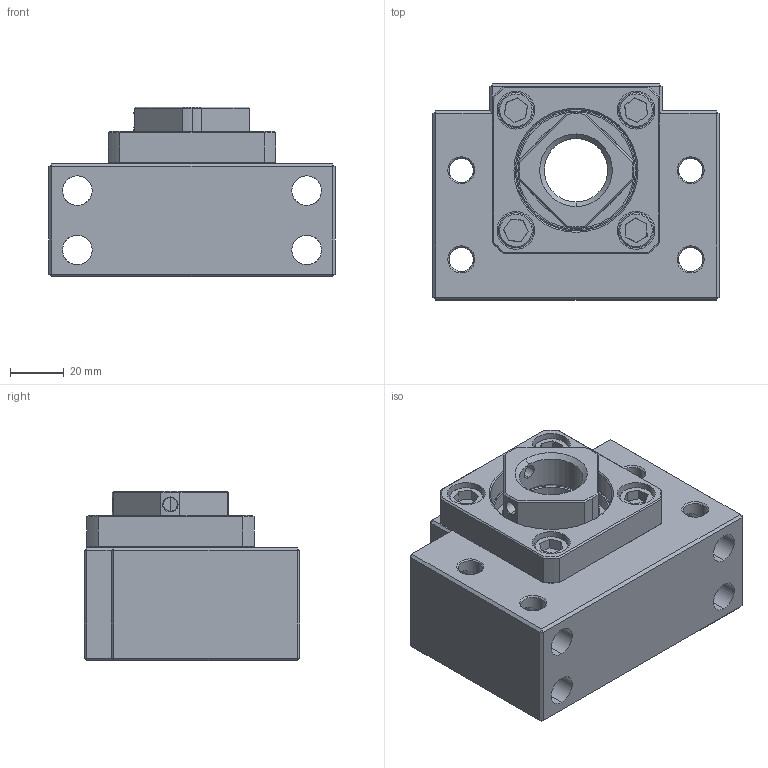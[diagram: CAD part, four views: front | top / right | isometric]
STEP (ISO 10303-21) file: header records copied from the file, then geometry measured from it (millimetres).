
FILE_DESCRIPTION (( 'STEP AP214' ), '1' );
FILE_NAME ('BKN25-Rollco.step', '2023-04-27T09:33:27', ( '' ), ( '' ), 'SwSTEP 2.0', 'SolidWorks 2010', '' );
FILE_SCHEMA (( 'AUTOMOTIVE_DESIGN' ));
Length unit declared in the file: millimetre
Products named in the file (9): BK25_1; 7205_3; 7205_2; BKN25_5; BK25_8; RN_25; BK25_6; BKN25_9; BKN25-Rollco
Assembly tree (15 placements, depth 2):
  BKN25-Rollco
    BK25_1
    BKN25_9  x4
    7205_3  x2
    BK25_6
    7205_2  x2
    RN_25
    BK25_8  x2
    BKN25_5  x2
Bounding box: 106 x 80 x 63 mm (x, y, z)
Volume: 285852.9 mm3; surface area: 97977.7 mm2
Topology: 15 solids, 15 shells, 473 faces, 1081 edges, 641 vertices
Faces by surface type: cylinder 157, plane 144, cone 92, bspline 80
Entity records: 12236 total; most frequent: CARTESIAN_POINT 4149, DIRECTION 1618, ORIENTED_EDGE 1598, EDGE_CURVE 799, AXIS2_PLACEMENT_3D 640, VERTEX_POINT 477, EDGE_LOOP 402, ADVANCED_FACE 341
